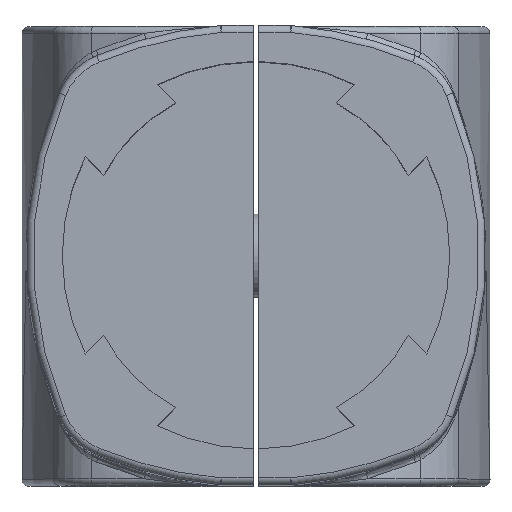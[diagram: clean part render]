
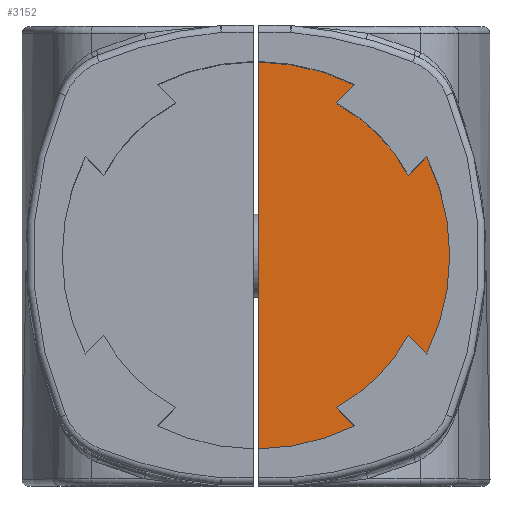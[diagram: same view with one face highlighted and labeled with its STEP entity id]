
A CAD part, top view. The second image highlights one B-rep face of the part: STEP entity #3152.
In plain terms, the highlighted planar face has unit normal (0, 0, 1).
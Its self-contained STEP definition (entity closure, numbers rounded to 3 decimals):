
#219=FACE_OUTER_BOUND('',#416,.T.);
#416=EDGE_LOOP('',(#2219,#2220,#2221,#2222,#2223,#2224,#2225,#2226,#2227,
#2228));
#719=CIRCLE('',#3412,16.118);
#720=CIRCLE('',#3414,12.441);
#721=CIRCLE('',#3415,16.118);
#722=CIRCLE('',#3416,12.441);
#723=CIRCLE('',#3417,16.118);
#885=LINE('',#4744,#1076);
#915=LINE('',#5275,#1106);
#916=LINE('',#5279,#1107);
#917=LINE('',#5283,#1108);
#918=LINE('',#5287,#1109);
#1076=VECTOR('',#3757,28.031);
#1106=VECTOR('',#3911,1.904);
#1107=VECTOR('',#3914,1.904);
#1108=VECTOR('',#3917,1.904);
#1109=VECTOR('',#3920,1.904);
#1282=VERTEX_POINT('',#4741);
#1283=VERTEX_POINT('',#4743);
#1328=VERTEX_POINT('',#5270);
#1329=VERTEX_POINT('',#5274);
#1330=VERTEX_POINT('',#5276);
#1331=VERTEX_POINT('',#5278);
#1332=VERTEX_POINT('',#5280);
#1333=VERTEX_POINT('',#5282);
#1334=VERTEX_POINT('',#5284);
#1335=VERTEX_POINT('',#5286);
#1596=EDGE_CURVE('',#1282,#1283,#885,.T.);
#1668=EDGE_CURVE('',#1328,#1282,#719,.T.);
#1669=EDGE_CURVE('',#1329,#1328,#915,.T.);
#1670=EDGE_CURVE('',#1330,#1329,#720,.T.);
#1671=EDGE_CURVE('',#1331,#1330,#916,.T.);
#1672=EDGE_CURVE('',#1332,#1331,#721,.T.);
#1673=EDGE_CURVE('',#1333,#1332,#917,.T.);
#1674=EDGE_CURVE('',#1334,#1333,#722,.T.);
#1675=EDGE_CURVE('',#1335,#1334,#918,.T.);
#1676=EDGE_CURVE('',#1283,#1335,#723,.T.);
#2219=ORIENTED_EDGE('',*,*,#1668,.F.);
#2220=ORIENTED_EDGE('',*,*,#1669,.F.);
#2221=ORIENTED_EDGE('',*,*,#1670,.F.);
#2222=ORIENTED_EDGE('',*,*,#1671,.F.);
#2223=ORIENTED_EDGE('',*,*,#1672,.F.);
#2224=ORIENTED_EDGE('',*,*,#1673,.F.);
#2225=ORIENTED_EDGE('',*,*,#1674,.F.);
#2226=ORIENTED_EDGE('',*,*,#1675,.F.);
#2227=ORIENTED_EDGE('',*,*,#1676,.F.);
#2228=ORIENTED_EDGE('',*,*,#1596,.F.);
#3073=PLANE('',#3413);
#3152=ADVANCED_FACE('',(#219),#3073,.F.);
#3412=AXIS2_PLACEMENT_3D('',#5272,#3907,#3908);
#3413=AXIS2_PLACEMENT_3D('',#5273,#3909,#3910);
#3414=AXIS2_PLACEMENT_3D('',#5277,#3912,#3913);
#3415=AXIS2_PLACEMENT_3D('',#5281,#3915,#3916);
#3416=AXIS2_PLACEMENT_3D('',#5285,#3918,#3919);
#3417=AXIS2_PLACEMENT_3D('',#5288,#3921,#3922);
#3757=DIRECTION('',(0.,1.,0.));
#3907=DIRECTION('center_axis',(0.,0.,-1.));
#3908=DIRECTION('ref_axis',(0.444,-0.896,0.));
#3909=DIRECTION('center_axis',(0.,0.,-1.));
#3910=DIRECTION('ref_axis',(-1.,0.,0.));
#3911=DIRECTION('',(0.714,-0.7,0.));
#3912=DIRECTION('center_axis',(0.,0.,-1.));
#3913=DIRECTION('ref_axis',(0.885,-0.466,0.));
#3914=DIRECTION('',(-0.7,0.714,0.));
#3915=DIRECTION('center_axis',(0.,0.,-1.));
#3916=DIRECTION('ref_axis',(0.896,0.444,0.));
#3917=DIRECTION('',(0.7,0.714,0.));
#3918=DIRECTION('center_axis',(0.,0.,-1.));
#3919=DIRECTION('ref_axis',(0.466,0.885,0.));
#3920=DIRECTION('',(-0.714,-0.7,0.));
#3921=DIRECTION('center_axis',(0.,0.,-1.));
#3922=DIRECTION('ref_axis',(0.013,1.,0.));
#4741=CARTESIAN_POINT('',(158.754,59.163,553.454));
#4743=CARTESIAN_POINT('',(158.754,87.193,553.454));
#4744=CARTESIAN_POINT('',(158.754,59.163,553.454));
#5270=CARTESIAN_POINT('',(165.704,60.835,553.454));
#5272=CARTESIAN_POINT('Origin',(158.552,75.279,553.454));
#5273=CARTESIAN_POINT('Origin',(158.552,73.178,553.454));
#5274=CARTESIAN_POINT('',(164.344,62.168,553.454));
#5275=CARTESIAN_POINT('',(164.344,62.168,553.454));
#5276=CARTESIAN_POINT('',(169.562,67.386,553.454));
#5277=CARTESIAN_POINT('Origin',(158.552,73.178,553.454));
#5278=CARTESIAN_POINT('',(170.895,66.026,553.454));
#5279=CARTESIAN_POINT('',(170.895,66.026,553.454));
#5280=CARTESIAN_POINT('',(170.895,80.33,553.454));
#5281=CARTESIAN_POINT('Origin',(156.451,73.178,553.454));
#5282=CARTESIAN_POINT('',(169.562,78.97,553.454));
#5283=CARTESIAN_POINT('',(169.562,78.97,553.454));
#5284=CARTESIAN_POINT('',(164.344,84.188,553.454));
#5285=CARTESIAN_POINT('Origin',(158.552,73.178,553.454));
#5286=CARTESIAN_POINT('',(165.704,85.521,553.454));
#5287=CARTESIAN_POINT('',(165.704,85.521,553.454));
#5288=CARTESIAN_POINT('Origin',(158.552,71.077,553.454));
